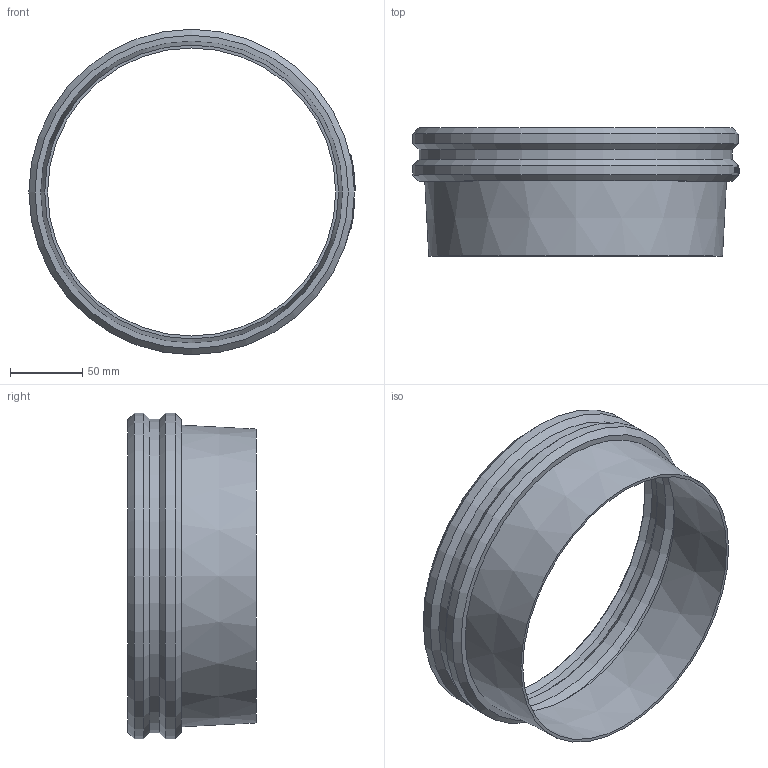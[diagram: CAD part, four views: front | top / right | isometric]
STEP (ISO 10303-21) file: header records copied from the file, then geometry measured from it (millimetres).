
FILE_DESCRIPTION(/* description */ ('2mm 304L Stainless Steel sheet','CAx-IF Rec.Pracs.---Representation and Presentation of Product Manufacturing Information (PMI)---4.0---2014-10-13'),/* implementation_level */ '2;1');
FILE_NAME(/* name */ '17-112R (b).stp',/* time_stamp */ '2017-12-15T08:15:58+13:00',/* author */ ('Brian'),/* organization */ ('BFM® Global Ltd'),/* preprocessor_version */ 'ST-DEVELOPER v16.13',/* originating_system */ 'Autodesk Inventor 2018',/* authorisation */ 'BFM Global Ltd');
FILE_SCHEMA (('AP242_MANAGED_MODEL_BASED_3D_ENGINEERING_MIM_LF { 1 0 10303 442 1 1 4 }'));
Length unit declared in the file: millimetre
Products named in the file (1): 17-112
Bounding box: 226.5 x 88.98 x 226 mm (x, y, z)
Volume: 132392 mm3; surface area: 135146.1 mm2
Topology: 1 solids, 1 shells, 328 faces, 869 edges, 574 vertices
Faces by surface type: bspline 140, plane 139, cylinder 37, cone 12
Full cylindrical faces by diameter (mm): 213.5 x1, 217.5 x1, 222 x2, 226 x2
Entity records: 13567 total; most frequent: CARTESIAN_POINT 6177, ORIENTED_EDGE 1702, DIRECTION 1151, EDGE_CURVE 851, VERTEX_POINT 574, LINE 413, VECTOR 413, EDGE_LOOP 379
